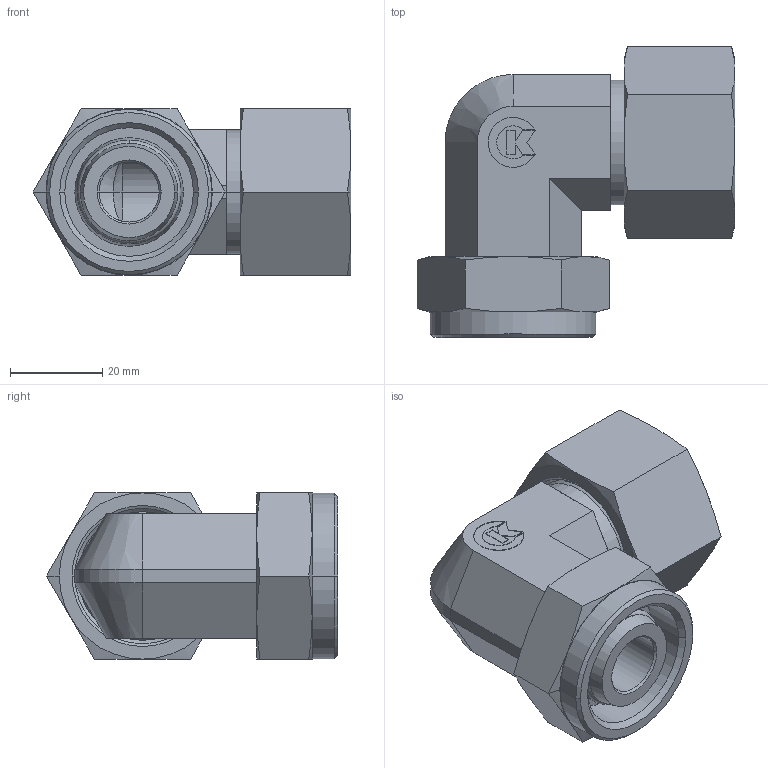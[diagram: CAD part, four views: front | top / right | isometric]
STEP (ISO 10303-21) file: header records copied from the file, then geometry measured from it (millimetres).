
FILE_DESCRIPTION( ( '' ), '1' );
FILE_NAME( '3666203020.stp', '2012-08-10T10:40:08', ( '' ), ( '' ), ' ', ' ', ' ' );
FILE_SCHEMA( ( 'CONFIG_CONTROL_DESIGN' ) );
Length unit declared in the file: millimetre
Products named in the file (3): 1; 2; 3
Bounding box: 68.78 x 62.98 x 36 mm (x, y, z)
Volume: 55176.8 mm3; surface area: 22638.7 mm2
Topology: 3 solids, 4 shells, 185 faces, 421 edges, 254 vertices
Faces by surface type: plane 76, cone 72, cylinder 31, torus 6
Entity records: 5373 total; most frequent: CARTESIAN_POINT 1115, DIRECTION 899, ORIENTED_EDGE 842, EDGE_CURVE 421, AXIS2_PLACEMENT_3D 344, VERTEX_POINT 254, LINE 211, VECTOR 211
